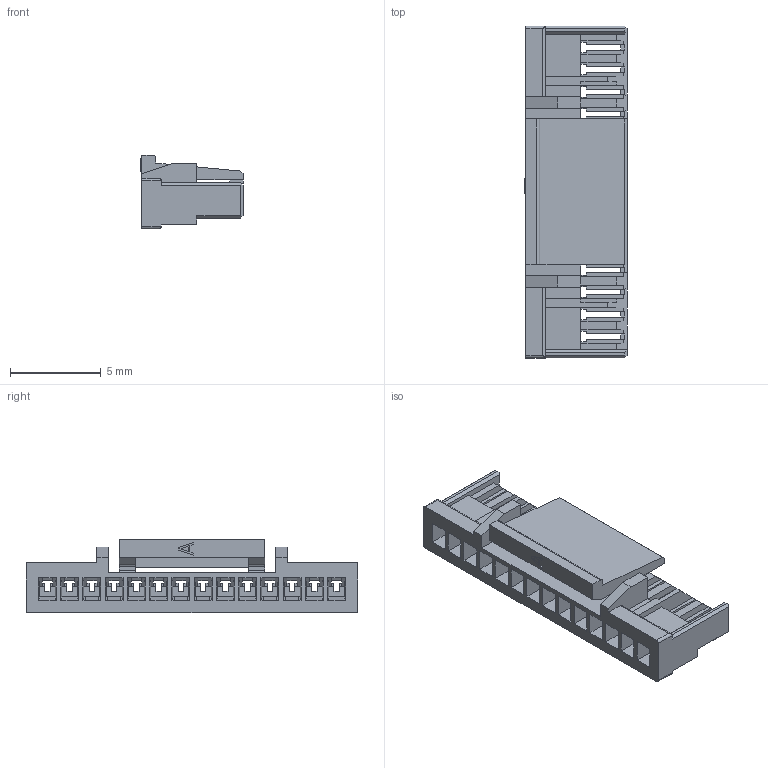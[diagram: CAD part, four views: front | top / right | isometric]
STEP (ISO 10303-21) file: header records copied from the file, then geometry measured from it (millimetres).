
FILE_DESCRIPTION( ('This file contains a STEP AP42 implementation' ,'as created by ZW3D STEP Interface translator.') ,'2;1' );
FILE_NAME( 'WF1256-HXXW01.stp' ,'23 413. 833 2', (''), ('ZWCAD Software Co.'), 'Version 1.0', 'ZW3D to STEP translator', '' );
FILE_SCHEMA(('AUTOMOTIVE_DESIGN { 1 0 10303 214 1 1 1 1 }'));
Length unit declared in the file: millimetre
Products named in the file (2): 0; WF1256-HXXW01
Bounding box: 5.63 x 18.26 x 4.06 mm (x, y, z)
Volume: 131.7 mm3; surface area: 749.3 mm2
Topology: 1 solids, 1 shells, 905 faces, 2524 edges, 1580 vertices
Faces by surface type: plane 865, cylinder 40
Entity records: 29121 total; most frequent: ORIENTED_EDGE 5048, CARTESIAN_POINT 5022, DIRECTION 4408, EDGE_CURVE 2524, VECTOR 2444, LINE 2444, VERTEX_POINT 1580, AXIS2_PLACEMENT_3D 982
